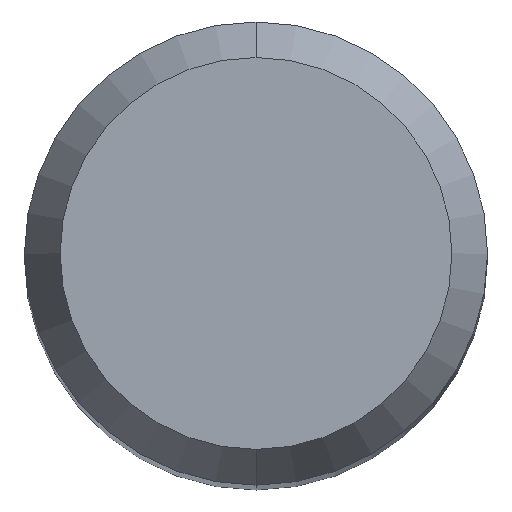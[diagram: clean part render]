
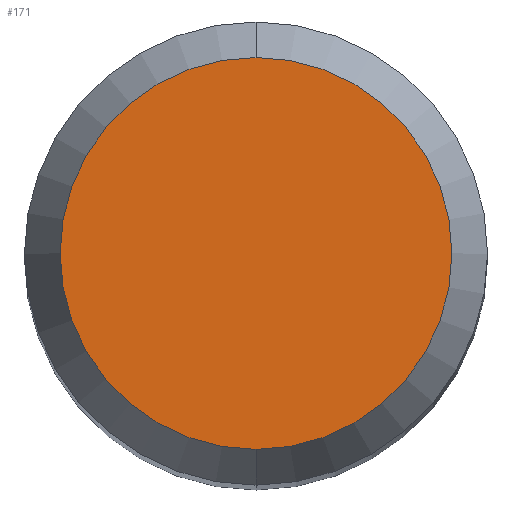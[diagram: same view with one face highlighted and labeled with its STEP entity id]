
A CAD part, top view. The second image highlights one B-rep face of the part: STEP entity #171.
In plain terms, the highlighted planar face has unit normal (0, 0, 1).
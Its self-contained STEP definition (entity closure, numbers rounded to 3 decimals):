
#169=EDGE_CURVE('',#183,#375,#460,.T.);
#171=ADVANCED_FACE('',(#462),#463,.T.);
#183=VERTEX_POINT('',#476);
#245=EDGE_CURVE('',#375,#183,#542,.T.);
#375=VERTEX_POINT('',#686);
#460=CIRCLE('',#772,2.538);
#462=FACE_OUTER_BOUND('',#774,.T.);
#463=PLANE('',#775);
#476=CARTESIAN_POINT('',(0.,-2.538,0.0));
#542=CIRCLE('',#961,2.538);
#686=CARTESIAN_POINT('',(0.0,2.538,0.0));
#772=AXIS2_PLACEMENT_3D('',#1379,#1380,#1381);
#774=EDGE_LOOP('',(#1383,#1384));
#775=AXIS2_PLACEMENT_3D('',#1385,#1386,#1387);
#961=AXIS2_PLACEMENT_3D('',#1444,#1445,#1446);
#1379=CARTESIAN_POINT('',(0.0,0.0,0.0));
#1380=DIRECTION('',(0.0,0.0,-1.0));
#1381=DIRECTION('',(0.0,1.0,0.0));
#1383=ORIENTED_EDGE('',*,*,#245,.F.);
#1384=ORIENTED_EDGE('',*,*,#169,.F.);
#1385=CARTESIAN_POINT('',(0.0,1.269,0.0));
#1386=DIRECTION('',(-0.0,0.0,1.0));
#1387=DIRECTION('',(0.0,-1.0,0.0));
#1444=CARTESIAN_POINT('',(0.0,0.0,0.0));
#1445=DIRECTION('',(0.0,0.0,-1.0));
#1446=DIRECTION('',(0.0,1.0,0.0));
